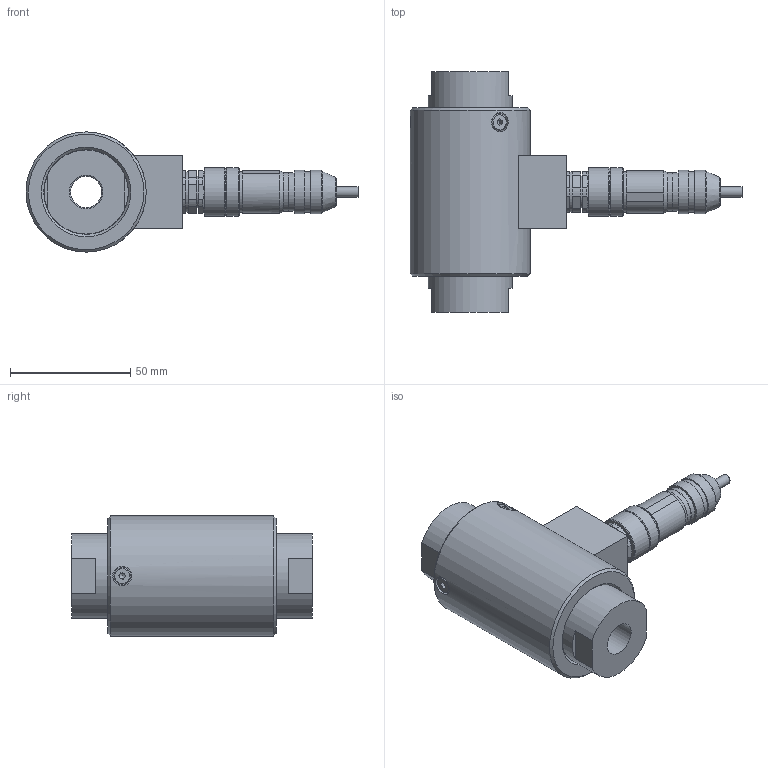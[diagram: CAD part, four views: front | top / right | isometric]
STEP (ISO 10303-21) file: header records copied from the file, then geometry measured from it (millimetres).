
FILE_DESCRIPTION (( 'STEP AP214' ), '1' );
FILE_NAME ('a_ZK2A10k...20K-N1.STEP', '2025-05-06T10:02:54', ( '' ), ( '' ), 'SwSTEP 2.0', 'SolidWorks 2023', '' );
FILE_SCHEMA (( 'AUTOMOTIVE_DESIGN' ));
Length unit declared in the file: millimetre
Products named in the file (1): a_ZK2A10k...20K-N1
Bounding box: 138.06 x 100 x 50 mm (x, y, z)
Volume: 172301 mm3; surface area: 53019.4 mm2
Topology: 13 solids, 13 shells, 388 faces, 860 edges, 539 vertices
Faces by surface type: plane 202, cylinder 115, cone 54, torus 13, bspline 4
Full cylindrical faces by diameter (mm): 1 x13, 1.5 x4, 2.5 x4, 3 x4, 3.3 x3, 3.4 x4, 4 x3, 4.2 x1, 4.3 x3, 4.5 x1, 5.7 x4, 7 x3, 8 x4, 8.2 x1, 8.375 x1, 9.95 x1, 10.4 x1, 12 x2, 13 x1, 13.5 x2, 14 x3, 14.5 x1, 16 x2, 16.2 x1, 16.7 x1, 17 x2, 18 x2, 20 x2, 24 x2, 35 x1
Entity records: 10642 total; most frequent: CARTESIAN_POINT 2549, DIRECTION 1718, ORIENTED_EDGE 1352, AXIS2_PLACEMENT_3D 704, EDGE_CURVE 676, EDGE_LOOP 602, VERTEX_POINT 498, FACE_OUTER_BOUND 483
